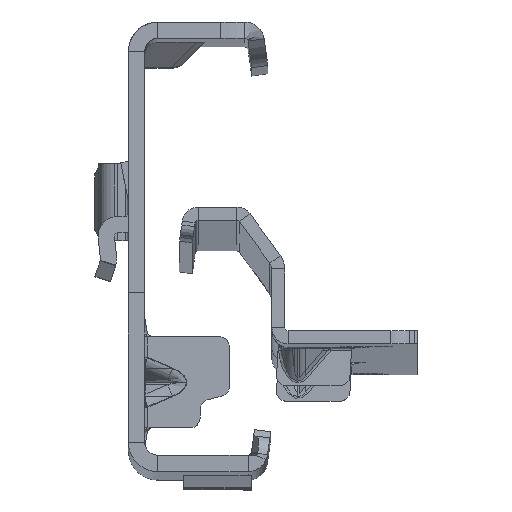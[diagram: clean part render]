
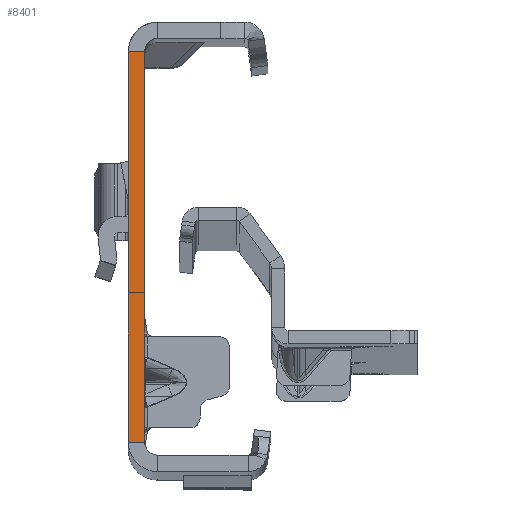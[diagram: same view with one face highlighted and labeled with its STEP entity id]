
A CAD part, top view. The second image highlights one B-rep face of the part: STEP entity #8401.
In plain terms, the highlighted planar face has unit normal (0, 0, 1).
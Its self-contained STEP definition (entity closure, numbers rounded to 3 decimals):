
#712 = LINE ( 'NONE', #15762, #11978 ) ;
#764 = PLANE ( 'NONE',  #13446 ) ;
#867 = VERTEX_POINT ( 'NONE', #3004 ) ;
#1574 = EDGE_CURVE ( 'NONE', #867, #14661, #2509, .T. ) ;
#2030 = VERTEX_POINT ( 'NONE', #8777 ) ;
#2509 = LINE ( 'NONE', #4044, #16203 ) ;
#2810 = LINE ( 'NONE', #12651, #10126 ) ;
#3004 = CARTESIAN_POINT ( 'NONE',  ( 0., 30., 0. ) ) ;
#3313 = EDGE_LOOP ( 'NONE', ( #9281, #8263, #5661, #6599 ) ) ;
#4044 = CARTESIAN_POINT ( 'NONE',  ( 0., 30., 0. ) ) ;
#5661 = ORIENTED_EDGE ( 'NONE', *, *, #16652, .T. ) ;
#5704 = DIRECTION ( 'NONE',  ( 0., -1., 0. ) ) ;
#6599 = ORIENTED_EDGE ( 'NONE', *, *, #15684, .F. ) ;
#8034 = EDGE_CURVE ( 'NONE', #867, #2030, #712, .T. ) ;
#8064 = DIRECTION ( 'NONE',  ( -1., 0., 0. ) ) ;
#8256 = DIRECTION ( 'NONE',  ( -1., 0., 0. ) ) ;
#8263 = ORIENTED_EDGE ( 'NONE', *, *, #1574, .T. ) ;
#8401 = ADVANCED_FACE ( 'NONE', ( #9132 ), #764, .T. ) ;
#8777 = CARTESIAN_POINT ( 'NONE',  ( 0., -30., 0. ) ) ;
#9006 = CARTESIAN_POINT ( 'NONE',  ( 0., -30., 0. ) ) ;
#9132 = FACE_OUTER_BOUND ( 'NONE', #3313, .T. ) ;
#9281 = ORIENTED_EDGE ( 'NONE', *, *, #8034, .F. ) ;
#9566 = CARTESIAN_POINT ( 'NONE',  ( -2.5, -30., 0. ) ) ;
#10126 = VECTOR ( 'NONE', #5704, 1000. ) ;
#11118 = VERTEX_POINT ( 'NONE', #9566 ) ;
#11978 = VECTOR ( 'NONE', #13016, 1000. ) ;
#12651 = CARTESIAN_POINT ( 'NONE',  ( -2.5, -32., 0. ) ) ;
#13016 = DIRECTION ( 'NONE',  ( 0., -1., 0. ) ) ;
#13062 = DIRECTION ( 'NONE',  ( 0., 0., 1. ) ) ;
#13334 = CARTESIAN_POINT ( 'NONE',  ( -2.5, -32., 0. ) ) ;
#13341 = VECTOR ( 'NONE', #8256, 1000. ) ;
#13446 = AXIS2_PLACEMENT_3D ( 'NONE', #13334, #13062, #14788 ) ;
#14661 = VERTEX_POINT ( 'NONE', #16366 ) ;
#14788 = DIRECTION ( 'NONE',  ( 1., 0., 0. ) ) ;
#15684 = EDGE_CURVE ( 'NONE', #2030, #11118, #16121, .T. ) ;
#15762 = CARTESIAN_POINT ( 'NONE',  ( 0., -32., 0. ) ) ;
#16121 = LINE ( 'NONE', #9006, #13341 ) ;
#16203 = VECTOR ( 'NONE', #8064, 1000. ) ;
#16366 = CARTESIAN_POINT ( 'NONE',  ( -2.5, 30., 0. ) ) ;
#16652 = EDGE_CURVE ( 'NONE', #14661, #11118, #2810, .T. ) ;
